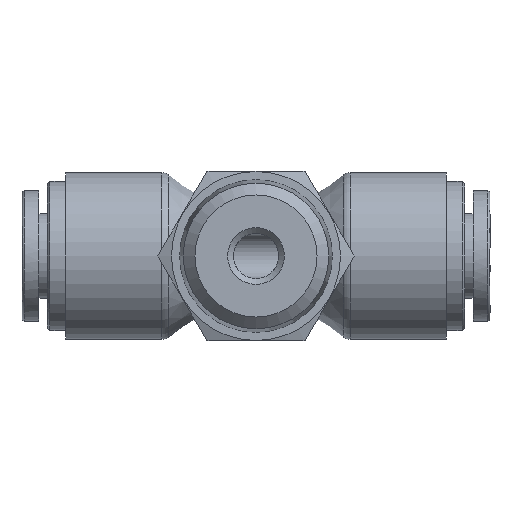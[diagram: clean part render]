
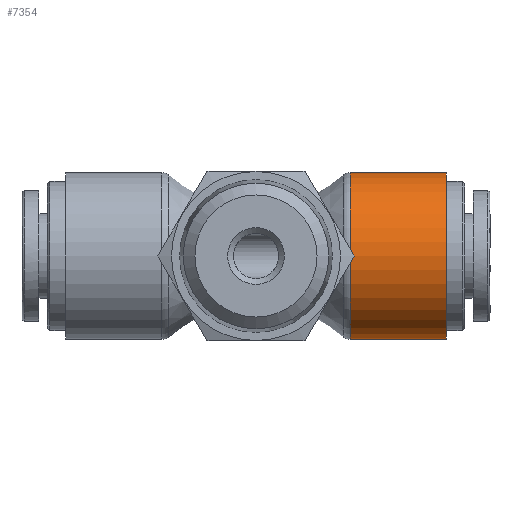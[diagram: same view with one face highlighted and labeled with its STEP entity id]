
A CAD part, front view. The second image highlights one B-rep face of the part: STEP entity #7354.
In plain terms, the highlighted cylindrical face has radius 7.35 mm (diameter 14.7 mm), a full revolution.
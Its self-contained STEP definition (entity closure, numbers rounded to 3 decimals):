
#7304=CARTESIAN_POINT('',(8.309,7.35,0.));
#7305=VERTEX_POINT('',#7304);
#7306=CARTESIAN_POINT('',(8.309,0.,0.0));
#7307=DIRECTION('',(-1.0,0.0,0.0));
#7308=DIRECTION('',(0.0,-1.0,0.0));
#7309=AXIS2_PLACEMENT_3D('',#7306,#7307,#7308);
#7310=CIRCLE('',#7309,7.35);
#7311=EDGE_CURVE('',#7305,#7305,#7310,.T.);
#7335=CARTESIAN_POINT('',(12.4,0.,0.0));
#7336=DIRECTION('',(1.0,0.,0.0));
#7337=DIRECTION('',(0.0,1.0,0.0));
#7338=AXIS2_PLACEMENT_3D('',#7335,#7336,#7337);
#7339=CYLINDRICAL_SURFACE('',#7338,7.35);
#7340=CARTESIAN_POINT('',(16.8,7.35,0.0));
#7341=VERTEX_POINT('',#7340);
#7342=CARTESIAN_POINT('',(16.8,0.,0.0));
#7343=DIRECTION('',(1.0,0.0,0.0));
#7344=DIRECTION('',(0.0,1.0,0.0));
#7345=AXIS2_PLACEMENT_3D('',#7342,#7343,#7344);
#7346=CIRCLE('',#7345,7.35);
#7347=EDGE_CURVE('',#7341,#7341,#7346,.T.);
#7348=ORIENTED_EDGE('',*,*,#7347,.F.);
#7349=EDGE_LOOP('',(#7348));
#7350=FACE_OUTER_BOUND('',#7349,.T.);
#7351=ORIENTED_EDGE('',*,*,#7311,.F.);
#7352=EDGE_LOOP('',(#7351));
#7353=FACE_BOUND('',#7352,.T.);
#7354=ADVANCED_FACE('',(#7350,#7353),#7339,.T.);
